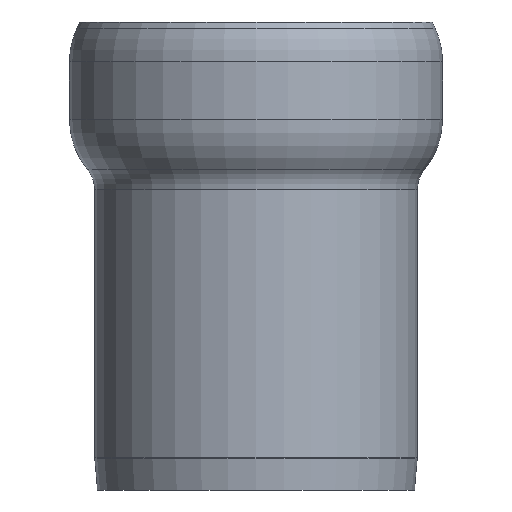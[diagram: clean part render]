
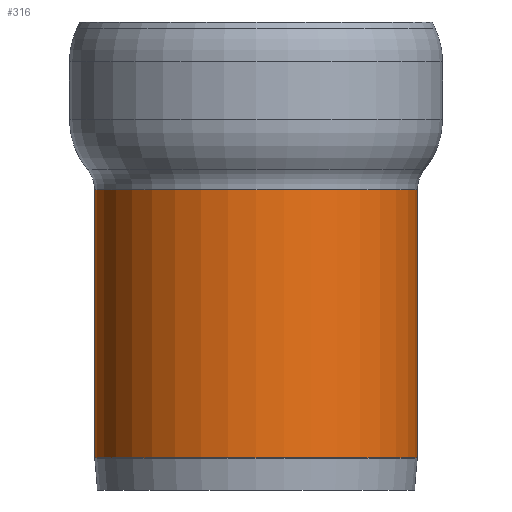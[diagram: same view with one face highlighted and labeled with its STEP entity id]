
A CAD part, front view. The second image highlights one B-rep face of the part: STEP entity #316.
In plain terms, the highlighted cylindrical face has radius 510 mm (diameter 1020 mm), a full revolution.
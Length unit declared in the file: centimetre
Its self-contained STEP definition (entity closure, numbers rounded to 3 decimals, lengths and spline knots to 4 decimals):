
#20=CYLINDRICAL_SURFACE('',#360,51.);
#27=LINE('',#575,#37);
#37=VECTOR('',#465,51.);
#60=FACE_OUTER_BOUND('',#78,.T.);
#78=EDGE_LOOP('',(#255,#256,#257,#258,#259,#260));
#107=CIRCLE('',#358,51.);
#108=CIRCLE('',#359,51.);
#109=CIRCLE('',#361,51.);
#110=CIRCLE('',#362,51.);
#140=VERTEX_POINT('',#565);
#141=VERTEX_POINT('',#567);
#142=VERTEX_POINT('',#571);
#143=VERTEX_POINT('',#572);
#180=EDGE_CURVE('',#141,#140,#107,.T.);
#181=EDGE_CURVE('',#140,#141,#108,.T.);
#182=EDGE_CURVE('',#142,#143,#109,.T.);
#183=EDGE_CURVE('',#143,#142,#110,.T.);
#184=EDGE_CURVE('',#143,#141,#27,.T.);
#255=ORIENTED_EDGE('',*,*,#182,.F.);
#256=ORIENTED_EDGE('',*,*,#183,.F.);
#257=ORIENTED_EDGE('',*,*,#184,.T.);
#258=ORIENTED_EDGE('',*,*,#180,.T.);
#259=ORIENTED_EDGE('',*,*,#181,.T.);
#260=ORIENTED_EDGE('',*,*,#184,.F.);
#316=ADVANCED_FACE('',(#60),#20,.T.);
#358=AXIS2_PLACEMENT_3D('',#568,#455,#456);
#359=AXIS2_PLACEMENT_3D('',#569,#457,#458);
#360=AXIS2_PLACEMENT_3D('',#570,#459,#460);
#361=AXIS2_PLACEMENT_3D('',#573,#461,#462);
#362=AXIS2_PLACEMENT_3D('',#574,#463,#464);
#455=DIRECTION('center_axis',(0.,0.,
-1.));
#456=DIRECTION('ref_axis',(1.,0.,0.));
#457=DIRECTION('center_axis',(0.,0.,
-1.));
#458=DIRECTION('ref_axis',(1.,0.,0.));
#459=DIRECTION('center_axis',(0.,0.,
-1.));
#460=DIRECTION('ref_axis',(-1.,0.,0.));
#461=DIRECTION('center_axis',(0.,0.,
-1.));
#462=DIRECTION('ref_axis',(1.,0.,0.));
#463=DIRECTION('center_axis',(0.,0.,
-1.));
#464=DIRECTION('ref_axis',(1.,0.,0.));
#465=DIRECTION('',(0.,0.,1.));
#565=CARTESIAN_POINT('',(0.,-51.,94.9621));
#567=CARTESIAN_POINT('',(51.,0.,94.9621));
#568=CARTESIAN_POINT('Origin',(0.,0.,
94.9621));
#569=CARTESIAN_POINT('Origin',(0.,0.,
94.9621));
#570=CARTESIAN_POINT('Origin',(0.,0.,
52.5684));
#571=CARTESIAN_POINT('',(0.,-51.,10.1746));
#572=CARTESIAN_POINT('',(51.,0.,10.1746));
#573=CARTESIAN_POINT('Origin',(0.,0.,10.1746));
#574=CARTESIAN_POINT('Origin',(0.,0.,10.1746));
#575=CARTESIAN_POINT('',(51.,0.,52.5684));
